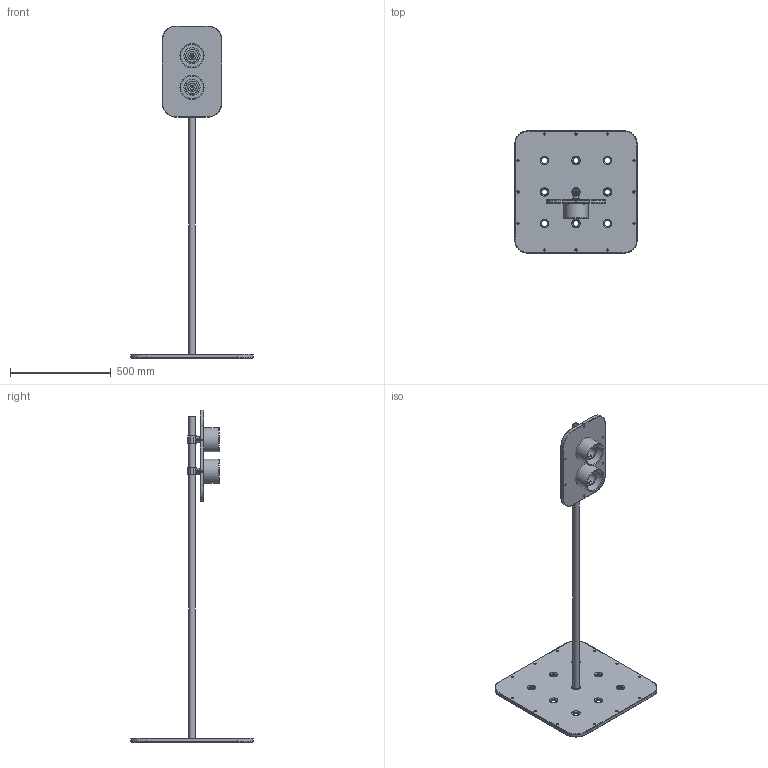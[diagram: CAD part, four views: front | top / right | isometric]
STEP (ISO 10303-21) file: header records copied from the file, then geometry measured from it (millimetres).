
FILE_DESCRIPTION(/* description */ (''),/* implementation_level */ '2;1');
FILE_NAME(/* name */ 'traffif light_assembly.stp',/* time_stamp */ '2025-06-04T12:38:10+02:00',/* author */ ('clehmann'),/* organization */ (''),/* preprocessor_version */ 'ST-DEVELOPER v20',/* originating_system */ 'Autodesk Inventor 2025',/* authorisation */ '');
FILE_SCHEMA (('AUTOMOTIVE_DESIGN { 1 0 10303 214 3 1 1 }'));
Length unit declared in the file: millimetre
Products named in the file (8): #13733; 60x60_005; 30x45_005; 250430_Item Rohr Ampel; Verbinder_006_Kabel; Verbinder_006; item_0069044_Verbinder D30 innen Anschluss M6-12_1; item_0063061_Rohradapter D30_1
Assembly tree (12 placements, depth 2):
  #13733
    60x60_005
    30x45_005
    Verbinder_006_Kabel  x3
    250430_Item Rohr Ampel
    Verbinder_006  x2
    item_0069044_Verbinder D30 innen Anschluss M6-12_1  x2
    item_0063061_Rohradapter D30_1  x2
Bounding box: 610 x 610 x 1650 mm (x, y, z)
Volume: 9494438.2 mm3; surface area: 1592605.2 mm2
Topology: 14 solids, 14 shells, 663 faces, 1583 edges, 1011 vertices
Faces by surface type: cylinder 271, plane 235, cone 74, bspline 54, torus 23, sphere 6
Full cylindrical faces by diameter (mm): 4 x2, 6 x6, 6.4 x2, 6.6 x4, 7 x9, 7.5 x2, 10 x6, 10.5 x18, 12 x2, 13 x4, 20.8 x2, 26.5 x3, 27 x1, 29.9 x2, 30 x14, 30.2 x3, 63 x2, 80 x2, 112 x2, 116 x2, 120 x2
Entity records: 13703 total; most frequent: CARTESIAN_POINT 4450, DIRECTION 1922, ORIENTED_EDGE 1782, EDGE_CURVE 891, AXIS2_PLACEMENT_3D 766, VERTEX_POINT 568, EDGE_LOOP 461, LINE 390
